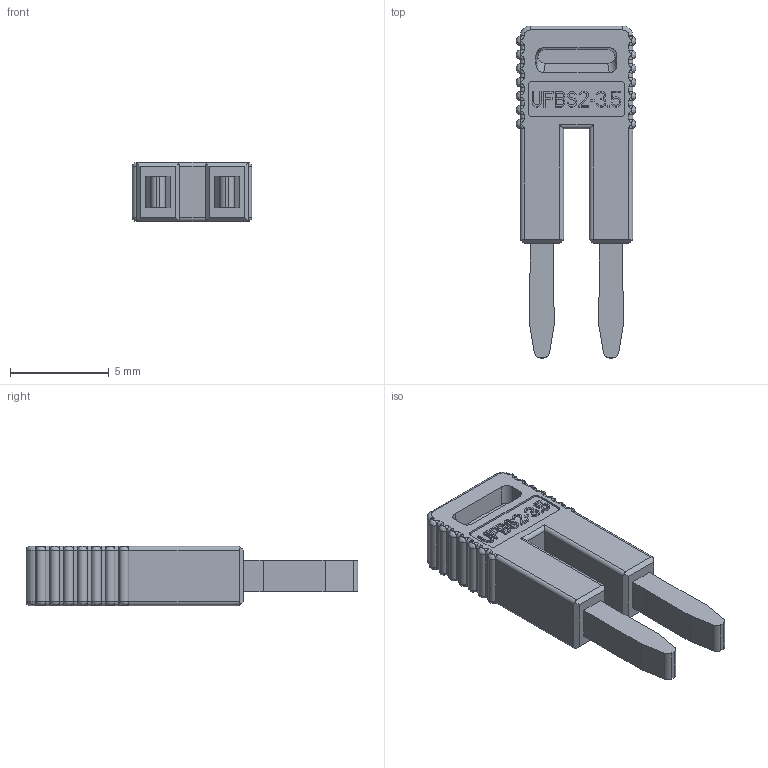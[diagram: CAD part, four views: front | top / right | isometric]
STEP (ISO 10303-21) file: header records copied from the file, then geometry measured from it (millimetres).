
FILE_DESCRIPTION((''),'2;1');
FILE_NAME('5YB510127_1','2022-07-13T',('ASUS'),(''),'PRO/ENGINEER BY PARAMETRIC TECHNOLOGY CORPORATION, 2013230','PRO/ENGINEER BY PARAMETRIC TECHNOLOGY CORPORATION, 2013230','');
FILE_SCHEMA(('CONFIG_CONTROL_DESIGN'));
Length unit declared in the file: millimetre
Products named in the file (1): 5YB510127_1
Bounding box: 6.05 x 16.8 x 3 mm (x, y, z)
Volume: 166 mm3; surface area: 361.6 mm2
Topology: 1 solids, 2 shells, 520 faces, 1457 edges, 902 vertices
Faces by surface type: plane 352, bspline 84, cylinder 80, torus 4
Entity records: 17536 total; most frequent: CARTESIAN_POINT 4622, ORIENTED_EDGE 2802, DIRECTION 2533, EDGE_CURVE 1401, VECTOR 1061, LINE 1061, VERTEX_POINT 902, AXIS2_PLACEMENT_3D 736
